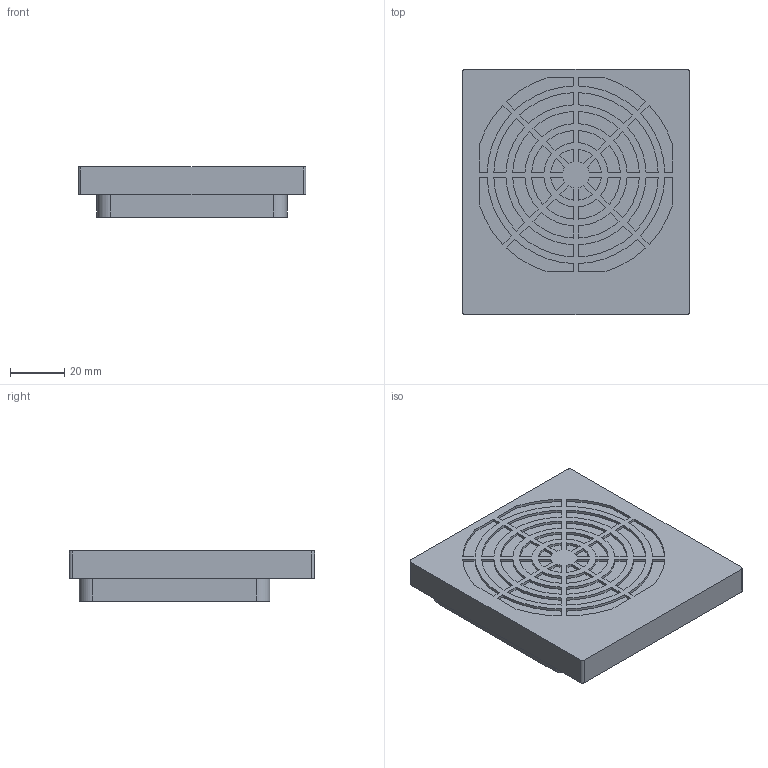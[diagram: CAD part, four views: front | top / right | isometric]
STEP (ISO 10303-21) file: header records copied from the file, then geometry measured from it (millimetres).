
FILE_DESCRIPTION (( 'STEP AP214' ), '1' );
FILE_NAME ('CFW300-FAN-C.STEP', '2024-09-11T00:42:56', ( '' ), ( '' ), 'SwSTEP 2.0', 'SolidWorks 2021', '' );
FILE_SCHEMA (( 'AUTOMOTIVE_DESIGN' ));
Length unit declared in the file: inch
Products named in the file (1): CFW300-FAN-C
Bounding box: 84.2 x 90.67 x 18.56 mm (x, y, z)
Volume: 113937.2 mm3; surface area: 23137.7 mm2
Topology: 1 solids, 1 shells, 256 faces, 627 edges, 418 vertices
Faces by surface type: plane 155, cylinder 101
Entity records: 7613 total; most frequent: DIRECTION 1343, CARTESIAN_POINT 1302, ORIENTED_EDGE 1254, EDGE_CURVE 627, AXIS2_PLACEMENT_3D 459, LINE 425, VECTOR 425, VERTEX_POINT 418
